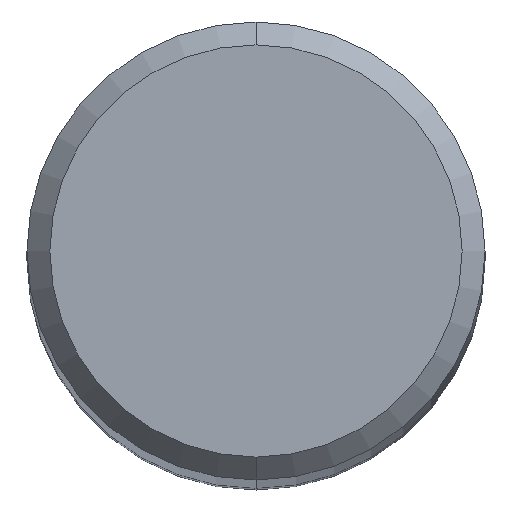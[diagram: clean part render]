
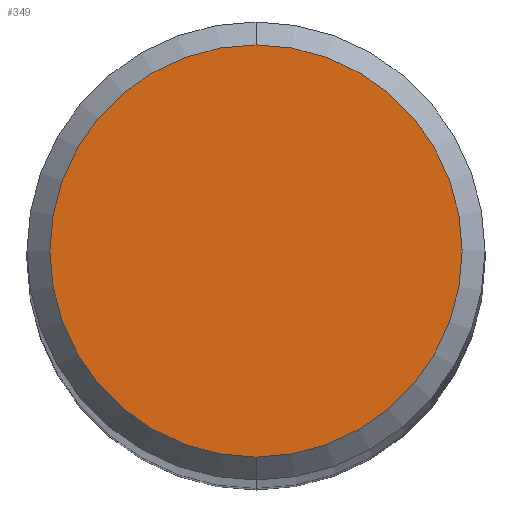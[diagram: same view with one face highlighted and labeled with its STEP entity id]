
A CAD part, top view. The second image highlights one B-rep face of the part: STEP entity #349.
In plain terms, the highlighted planar face has unit normal (0, 0, 1).
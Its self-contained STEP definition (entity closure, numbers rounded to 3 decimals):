
#183=EDGE_CURVE('',#199,#387,#453,.T.);
#199=VERTEX_POINT('',#470);
#299=EDGE_CURVE('',#387,#199,#578,.T.);
#349=ADVANCED_FACE('',(#637),#638,.T.);
#387=VERTEX_POINT('',#678);
#453=CIRCLE('',#779,9.0);
#470=CARTESIAN_POINT('',(0.0,9.0,0.0));
#578=CIRCLE('',#1137,9.0);
#637=FACE_OUTER_BOUND('',#1276,.T.);
#638=PLANE('',#1277);
#678=CARTESIAN_POINT('',(0.,-9.0,0.0));
#779=AXIS2_PLACEMENT_3D('',#1485,#1486,#1487);
#1137=AXIS2_PLACEMENT_3D('',#1594,#1595,#1596);
#1276=EDGE_LOOP('',(#1693,#1694));
#1277=AXIS2_PLACEMENT_3D('',#1695,#1696,#1697);
#1485=CARTESIAN_POINT('',(0.0,0.0,0.0));
#1486=DIRECTION('',(0.0,0.0,-1.0));
#1487=DIRECTION('',(0.0,1.0,0.0));
#1594=CARTESIAN_POINT('',(0.0,0.0,0.0));
#1595=DIRECTION('',(0.0,0.0,-1.0));
#1596=DIRECTION('',(0.0,1.0,0.0));
#1693=ORIENTED_EDGE('',*,*,#183,.F.);
#1694=ORIENTED_EDGE('',*,*,#299,.F.);
#1695=CARTESIAN_POINT('',(0.0,4.5,0.0));
#1696=DIRECTION('',(-0.0,0.0,1.0));
#1697=DIRECTION('',(0.0,-1.0,0.0));
